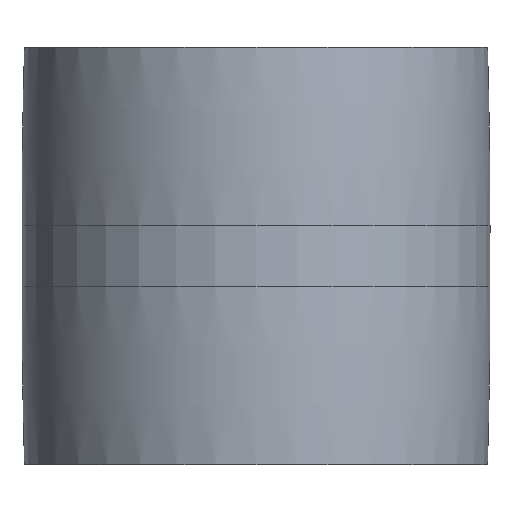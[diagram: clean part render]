
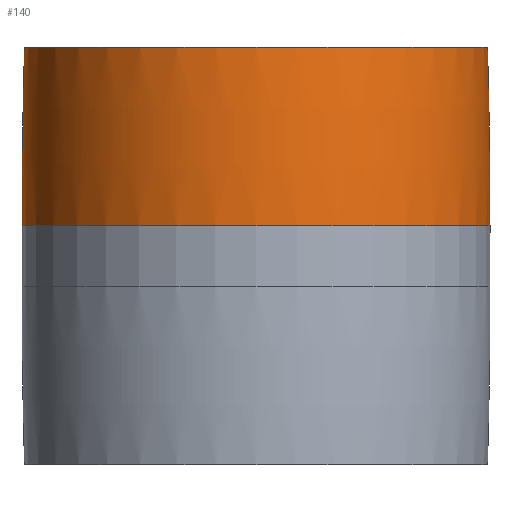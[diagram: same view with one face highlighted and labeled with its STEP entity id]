
A CAD part, front view. The second image highlights one B-rep face of the part: STEP entity #140.
In plain terms, the highlighted toroidal (fillet/blend) face has major radius 2605.12 mm and minor radius 2701.62 mm.
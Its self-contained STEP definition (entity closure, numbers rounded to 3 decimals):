
#18 = EDGE_CURVE ( 'NONE', #106, #193, #476, .T. ) ;
#19 = DIRECTION ( 'NONE',  ( 0., -1., 0. ) ) ;
#39 = DIRECTION ( 'NONE',  ( 0., 0., -1. ) ) ;
#63 = DIRECTION ( 'NONE',  ( 0., 1., 0. ) ) ;
#66 = ORIENTED_EDGE ( 'NONE', *, *, #18, .F. ) ;
#101 = DIRECTION ( 'NONE',  ( 1., 0., 0. ) ) ;
#106 = VERTEX_POINT ( 'NONE', #913 ) ;
#107 = EDGE_CURVE ( 'NONE', #583, #193, #570, .T. ) ;
#129 = CIRCLE ( 'NONE', #693, 96.5 ) ;
#140 = ADVANCED_FACE ( 'NONE', ( #544 ), #924, .T. ) ;
#171 = CARTESIAN_POINT ( 'NONE',  ( -96.5, 0., 12.5 ) ) ;
#172 = CARTESIAN_POINT ( 'NONE',  ( 96.5, 0., 12.5 ) ) ;
#193 = VERTEX_POINT ( 'NONE', #563 ) ;
#203 = VERTEX_POINT ( 'NONE', #171 ) ;
#232 = EDGE_LOOP ( 'NONE', ( #327, #881, #823, #66 ) ) ;
#246 = CARTESIAN_POINT ( 'NONE',  ( -2605.125, 0., 12.5 ) ) ;
#264 = CARTESIAN_POINT ( 'NONE',  ( 0., 0., 12.5 ) ) ;
#281 = CARTESIAN_POINT ( 'NONE',  ( 2605.125, 0., 12.5 ) ) ;
#327 = ORIENTED_EDGE ( 'NONE', *, *, #467, .F. ) ;
#380 = DIRECTION ( 'NONE',  ( 0., 0., 1. ) ) ;
#385 = AXIS2_PLACEMENT_3D ( 'NONE', #246, #19, #39 ) ;
#403 = AXIS2_PLACEMENT_3D ( 'NONE', #281, #63, #441 ) ;
#411 = DIRECTION ( 'NONE',  ( 0., 0., 1. ) ) ;
#441 = DIRECTION ( 'NONE',  ( -1., 0., 0. ) ) ;
#467 = EDGE_CURVE ( 'NONE', #203, #106, #954, .T. ) ;
#476 = CIRCLE ( 'NONE', #730, 95.5 ) ;
#535 = CARTESIAN_POINT ( 'NONE',  ( 0., 0., 86. ) ) ;
#544 = FACE_OUTER_BOUND ( 'NONE', #232, .T. ) ;
#563 = CARTESIAN_POINT ( 'NONE',  ( 95.5, 0., 86. ) ) ;
#570 = CIRCLE ( 'NONE', #385, 2701.625 ) ;
#578 = EDGE_CURVE ( 'NONE', #203, #583, #129, .T. ) ;
#583 = VERTEX_POINT ( 'NONE', #172 ) ;
#693 = AXIS2_PLACEMENT_3D ( 'NONE', #840, #843, #101 ) ;
#706 = DIRECTION ( 'NONE',  ( 1., 0., 0. ) ) ;
#710 = AXIS2_PLACEMENT_3D ( 'NONE', #264, #411, #706 ) ;
#730 = AXIS2_PLACEMENT_3D ( 'NONE', #535, #380, #768 ) ;
#768 = DIRECTION ( 'NONE',  ( 1., 0., 0. ) ) ;
#823 = ORIENTED_EDGE ( 'NONE', *, *, #107, .T. ) ;
#840 = CARTESIAN_POINT ( 'NONE',  ( 0., 0., 12.5 ) ) ;
#843 = DIRECTION ( 'NONE',  ( 0., 0., 1. ) ) ;
#881 = ORIENTED_EDGE ( 'NONE', *, *, #578, .T. ) ;
#913 = CARTESIAN_POINT ( 'NONE',  ( -95.5, 0., 86. ) ) ;
#924 = TOROIDAL_SURFACE ( 'NONE', #710, -2605.125, 2701.625 ) ;
#954 = CIRCLE ( 'NONE', #403, 2701.625 ) ;
